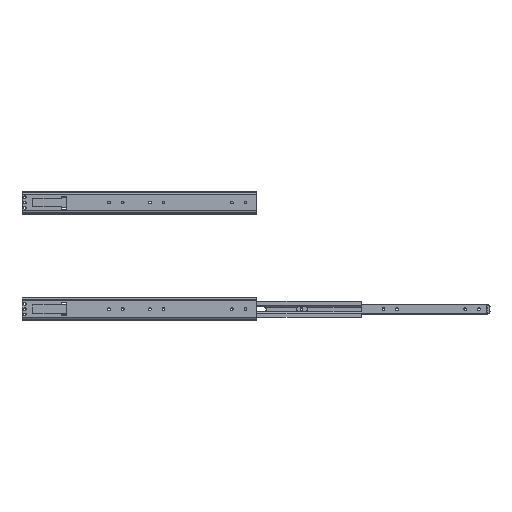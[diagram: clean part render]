
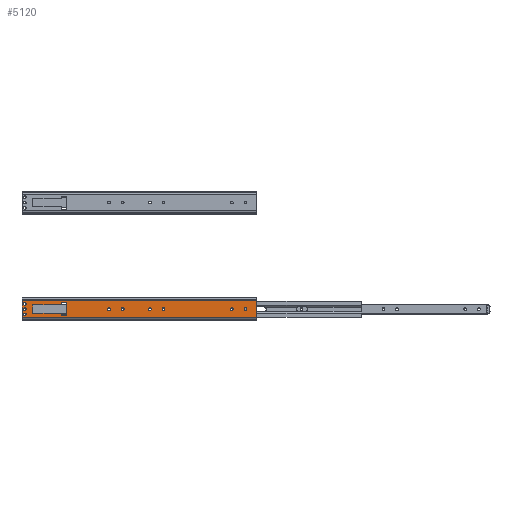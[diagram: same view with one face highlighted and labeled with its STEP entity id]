
A CAD part, top view. The second image highlights one B-rep face of the part: STEP entity #5120.
In plain terms, the highlighted face is planar.
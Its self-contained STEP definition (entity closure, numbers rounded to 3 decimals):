
#278=CARTESIAN_POINT('',(-349.3,0.,0.));
#279=VERTEX_POINT('',#278);
#280=CARTESIAN_POINT('',(-346.,0.,0.0));
#281=DIRECTION('',(0.0,0.0,1.0));
#282=DIRECTION('',(1.0,0.0,0.0));
#283=AXIS2_PLACEMENT_3D('',#280,#281,#282);
#284=CIRCLE('',#283,3.3);
#285=EDGE_CURVE('',#279,#279,#284,.T.);
#306=CARTESIAN_POINT('',(-317.3,0.,0.));
#307=VERTEX_POINT('',#306);
#308=CARTESIAN_POINT('',(-314.0,0.,0.0));
#309=DIRECTION('',(0.0,0.0,1.0));
#310=DIRECTION('',(1.0,0.0,0.0));
#311=AXIS2_PLACEMENT_3D('',#308,#309,#310);
#312=CIRCLE('',#311,3.3);
#313=EDGE_CURVE('',#307,#307,#312,.T.);
#334=CARTESIAN_POINT('',(-546.8,-12.5,0.));
#335=VERTEX_POINT('',#334);
#336=CARTESIAN_POINT('',(-543.5,-12.5,0.0));
#337=DIRECTION('',(0.0,0.0,1.0));
#338=DIRECTION('',(1.0,0.0,0.0));
#339=AXIS2_PLACEMENT_3D('',#336,#337,#338);
#340=CIRCLE('',#339,3.3);
#341=EDGE_CURVE('',#335,#335,#340,.T.);
#362=CARTESIAN_POINT('',(-546.8,0.,0.));
#363=VERTEX_POINT('',#362);
#364=CARTESIAN_POINT('',(-543.5,0.,0.0));
#365=DIRECTION('',(0.0,0.0,1.0));
#366=DIRECTION('',(1.0,0.0,0.0));
#367=AXIS2_PLACEMENT_3D('',#364,#365,#366);
#368=CIRCLE('',#367,3.3);
#369=EDGE_CURVE('',#363,#363,#368,.T.);
#390=CARTESIAN_POINT('',(-546.8,12.5,0.));
#391=VERTEX_POINT('',#390);
#392=CARTESIAN_POINT('',(-543.5,12.5,0.0));
#393=DIRECTION('',(0.0,0.0,1.0));
#394=DIRECTION('',(1.0,0.0,0.0));
#395=AXIS2_PLACEMENT_3D('',#392,#393,#394);
#396=CIRCLE('',#395,3.3);
#397=EDGE_CURVE('',#391,#391,#396,.T.);
#418=CARTESIAN_POINT('',(-253.3,0.,0.));
#419=VERTEX_POINT('',#418);
#420=CARTESIAN_POINT('',(-250.,0.,0.0));
#421=DIRECTION('',(0.0,0.0,1.0));
#422=DIRECTION('',(1.0,0.0,0.0));
#423=AXIS2_PLACEMENT_3D('',#420,#421,#422);
#424=CIRCLE('',#423,3.3);
#425=EDGE_CURVE('',#419,#419,#424,.T.);
#446=CARTESIAN_POINT('',(-221.3,0.,0.));
#447=VERTEX_POINT('',#446);
#448=CARTESIAN_POINT('',(-218.,0.,0.0));
#449=DIRECTION('',(0.0,0.0,1.0));
#450=DIRECTION('',(1.0,0.0,0.0));
#451=AXIS2_PLACEMENT_3D('',#448,#449,#450);
#452=CIRCLE('',#451,3.3);
#453=EDGE_CURVE('',#447,#447,#452,.T.);
#474=CARTESIAN_POINT('',(-61.3,0.,0.));
#475=VERTEX_POINT('',#474);
#476=CARTESIAN_POINT('',(-58.,0.,0.0));
#477=DIRECTION('',(0.0,0.0,1.0));
#478=DIRECTION('',(1.0,0.0,0.0));
#479=AXIS2_PLACEMENT_3D('',#476,#477,#478);
#480=CIRCLE('',#479,3.3);
#481=EDGE_CURVE('',#475,#475,#480,.T.);
#502=CARTESIAN_POINT('',(-29.3,0.,0.));
#503=VERTEX_POINT('',#502);
#504=CARTESIAN_POINT('',(-26.,0.,0.0));
#505=DIRECTION('',(0.0,0.0,1.0));
#506=DIRECTION('',(1.0,0.0,0.0));
#507=AXIS2_PLACEMENT_3D('',#504,#505,#506);
#508=CIRCLE('',#507,3.3);
#509=EDGE_CURVE('',#503,#503,#508,.T.);
#4309=CARTESIAN_POINT('',(-524.5,9.9,0.0));
#4310=VERTEX_POINT('',#4309);
#4311=CARTESIAN_POINT('',(-524.5,-9.9,0.0));
#4312=VERTEX_POINT('',#4311);
#4313=CARTESIAN_POINT('',(-524.5,9.9,0.0));
#4314=DIRECTION('',(0.0,-1.0,0.0));
#4315=VECTOR('',#4314,19.8);
#4316=LINE('',#4313,#4315);
#4317=EDGE_CURVE('',#4310,#4312,#4316,.T.);
#4340=CARTESIAN_POINT('',(-458.,-9.9,0.0));
#4341=VERTEX_POINT('',#4340);
#4342=CARTESIAN_POINT('',(-524.5,-9.9,0.0));
#4343=DIRECTION('',(1.0,0.0,0.0));
#4344=VECTOR('',#4343,66.5);
#4345=LINE('',#4342,#4344);
#4346=EDGE_CURVE('',#4312,#4341,#4345,.T.);
#4364=CARTESIAN_POINT('',(-458.,-15.25,0.0));
#4365=VERTEX_POINT('',#4364);
#4366=CARTESIAN_POINT('',(-458.,-9.9,0.0));
#4367=DIRECTION('',(0.0,-1.0,0.0));
#4368=VECTOR('',#4367,5.35);
#4369=LINE('',#4366,#4368);
#4370=EDGE_CURVE('',#4341,#4365,#4369,.T.);
#4389=CARTESIAN_POINT('',(-444.5,-15.25,0.0));
#4390=VERTEX_POINT('',#4389);
#4391=CARTESIAN_POINT('',(-458.,-15.25,0.0));
#4392=DIRECTION('',(1.0,0.0,0.0));
#4393=VECTOR('',#4392,13.5);
#4394=LINE('',#4391,#4393);
#4395=EDGE_CURVE('',#4365,#4390,#4394,.T.);
#4413=CARTESIAN_POINT('',(-458.,9.9,0.0));
#4414=VERTEX_POINT('',#4413);
#4415=CARTESIAN_POINT('',(-458.,9.9,0.0));
#4416=DIRECTION('',(-1.0,0.0,0.0));
#4417=VECTOR('',#4416,66.5);
#4418=LINE('',#4415,#4417);
#4419=EDGE_CURVE('',#4414,#4310,#4418,.T.);
#4437=CARTESIAN_POINT('',(-458.,15.25,0.0));
#4438=VERTEX_POINT('',#4437);
#4439=CARTESIAN_POINT('',(-458.,15.25,0.0));
#4440=DIRECTION('',(0.0,-1.0,0.0));
#4441=VECTOR('',#4440,5.35);
#4442=LINE('',#4439,#4441);
#4443=EDGE_CURVE('',#4438,#4414,#4442,.T.);
#4462=CARTESIAN_POINT('',(-444.5,15.25,0.0));
#4463=VERTEX_POINT('',#4462);
#4464=CARTESIAN_POINT('',(-444.5,-15.25,0.0));
#4465=DIRECTION('',(0.0,1.0,0.0));
#4466=VECTOR('',#4465,30.5);
#4467=LINE('',#4464,#4466);
#4468=EDGE_CURVE('',#4390,#4463,#4467,.T.);
#4488=CARTESIAN_POINT('',(-444.5,15.25,0.0));
#4489=DIRECTION('',(-1.0,0.0,0.0));
#4490=VECTOR('',#4489,13.5);
#4491=LINE('',#4488,#4490);
#4492=EDGE_CURVE('',#4463,#4438,#4491,.T.);
#4744=CARTESIAN_POINT('',(-550.0,19.798,0.0));
#4745=VERTEX_POINT('',#4744);
#4761=CARTESIAN_POINT('',(0.,19.798,0.0));
#4762=VERTEX_POINT('',#4761);
#4770=CARTESIAN_POINT('',(-550.0,19.798,0.0));
#4771=DIRECTION('',(1.0,0.0,0.0));
#4772=VECTOR('',#4771,550.0);
#4773=LINE('',#4770,#4772);
#4774=EDGE_CURVE('',#4745,#4762,#4773,.T.);
#4877=CARTESIAN_POINT('',(-550.0,-19.798,0.0));
#4878=VERTEX_POINT('',#4877);
#4886=CARTESIAN_POINT('',(0.,-19.798,0.0));
#4887=VERTEX_POINT('',#4886);
#4888=CARTESIAN_POINT('',(-550.0,-19.798,0.0));
#4889=DIRECTION('',(1.0,0.0,0.0));
#4890=VECTOR('',#4889,550.0);
#4891=LINE('',#4888,#4890);
#4892=EDGE_CURVE('',#4878,#4887,#4891,.T.);
#5062=CARTESIAN_POINT('',(-275.,0.,0.0));
#5063=DIRECTION('',(0.0,0.0,1.0));
#5064=DIRECTION('',(1.0,0.0,0.0));
#5065=AXIS2_PLACEMENT_3D('',#5062,#5063,#5064);
#5066=PLANE('',#5065);
#5067=ORIENTED_EDGE('',*,*,#4774,.T.);
#5068=CARTESIAN_POINT('',(0.,19.798,0.0));
#5069=DIRECTION('',(0.0,-1.0,0.0));
#5070=VECTOR('',#5069,39.595);
#5071=LINE('',#5068,#5070);
#5072=EDGE_CURVE('',#4762,#4887,#5071,.T.);
#5073=ORIENTED_EDGE('',*,*,#5072,.T.);
#5074=ORIENTED_EDGE('',*,*,#4892,.F.);
#5075=CARTESIAN_POINT('',(-550.0,-19.798,0.0));
#5076=DIRECTION('',(0.0,1.0,0.0));
#5077=VECTOR('',#5076,39.595);
#5078=LINE('',#5075,#5077);
#5079=EDGE_CURVE('',#4878,#4745,#5078,.T.);
#5080=ORIENTED_EDGE('',*,*,#5079,.T.);
#5081=EDGE_LOOP('',(#5067,#5073,#5074,#5080));
#5082=FACE_OUTER_BOUND('',#5081,.T.);
#5083=ORIENTED_EDGE('',*,*,#285,.T.);
#5084=EDGE_LOOP('',(#5083));
#5085=FACE_BOUND('',#5084,.T.);
#5086=ORIENTED_EDGE('',*,*,#313,.T.);
#5087=EDGE_LOOP('',(#5086));
#5088=FACE_BOUND('',#5087,.T.);
#5089=ORIENTED_EDGE('',*,*,#341,.T.);
#5090=EDGE_LOOP('',(#5089));
#5091=FACE_BOUND('',#5090,.T.);
#5092=ORIENTED_EDGE('',*,*,#369,.T.);
#5093=EDGE_LOOP('',(#5092));
#5094=FACE_BOUND('',#5093,.T.);
#5095=ORIENTED_EDGE('',*,*,#397,.T.);
#5096=EDGE_LOOP('',(#5095));
#5097=FACE_BOUND('',#5096,.T.);
#5098=ORIENTED_EDGE('',*,*,#425,.T.);
#5099=EDGE_LOOP('',(#5098));
#5100=FACE_BOUND('',#5099,.T.);
#5101=ORIENTED_EDGE('',*,*,#453,.T.);
#5102=EDGE_LOOP('',(#5101));
#5103=FACE_BOUND('',#5102,.T.);
#5104=ORIENTED_EDGE('',*,*,#481,.T.);
#5105=EDGE_LOOP('',(#5104));
#5106=FACE_BOUND('',#5105,.T.);
#5107=ORIENTED_EDGE('',*,*,#509,.T.);
#5108=EDGE_LOOP('',(#5107));
#5109=FACE_BOUND('',#5108,.T.);
#5110=ORIENTED_EDGE('',*,*,#4468,.T.);
#5111=ORIENTED_EDGE('',*,*,#4492,.T.);
#5112=ORIENTED_EDGE('',*,*,#4443,.T.);
#5113=ORIENTED_EDGE('',*,*,#4419,.T.);
#5114=ORIENTED_EDGE('',*,*,#4317,.T.);
#5115=ORIENTED_EDGE('',*,*,#4346,.T.);
#5116=ORIENTED_EDGE('',*,*,#4370,.T.);
#5117=ORIENTED_EDGE('',*,*,#4395,.T.);
#5118=EDGE_LOOP('',(#5110,#5111,#5112,#5113,#5114,#5115,#5116,#5117));
#5119=FACE_BOUND('',#5118,.T.);
#5120=ADVANCED_FACE('',(#5082,#5085,#5088,#5091,#5094,#5097,#5100,#5103,#5106,#5109,#5119),#5066,.F.);
